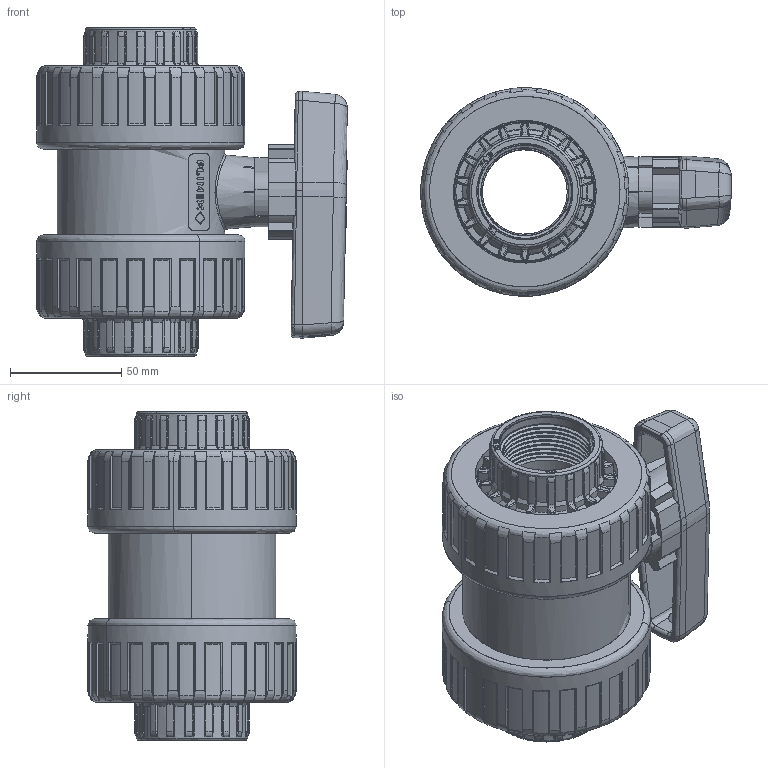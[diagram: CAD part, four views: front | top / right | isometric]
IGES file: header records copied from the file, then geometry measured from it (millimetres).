
Start section: SolidWorks IGES file using NURBS representation for surfaces
Global section: file name: 02612077114.IGS; native system: SolidWorks 2020; preprocessor: SolidWorks 2020; author: Fabio; date: 201009.145257; units: millimetre
Bounding box: 139.41 x 93.46 x 147.84 mm (x, y, z)
Surface area: 100813.9 mm2 (no closed solid volume)
Topology: 0 solids, 0 shells, 2547 faces, 25068 edges, 24969 vertices
Faces by surface type: bspline 2547
